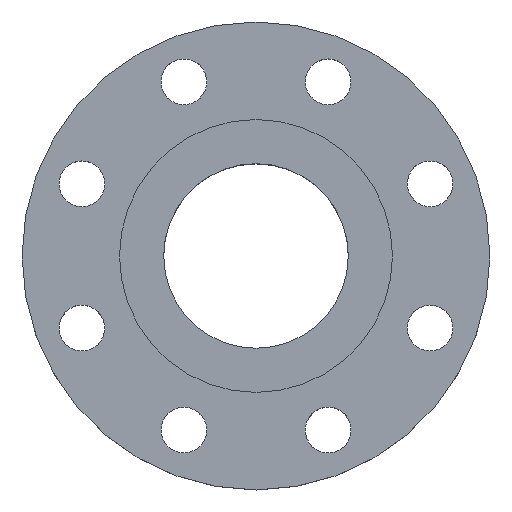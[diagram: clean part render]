
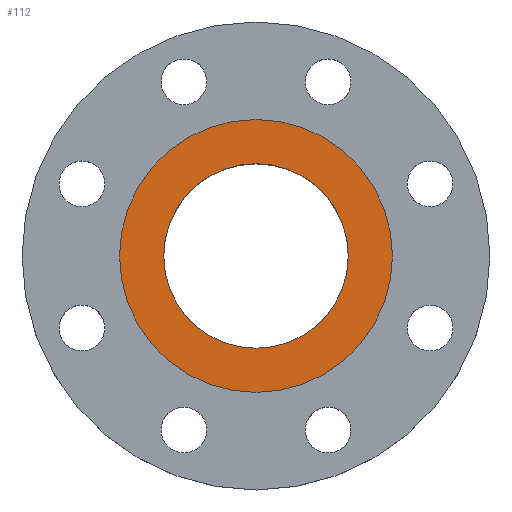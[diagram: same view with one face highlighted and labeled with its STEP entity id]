
A CAD part, top view. The second image highlights one B-rep face of the part: STEP entity #112.
In plain terms, the highlighted planar face has unit normal (0, 0, 1).
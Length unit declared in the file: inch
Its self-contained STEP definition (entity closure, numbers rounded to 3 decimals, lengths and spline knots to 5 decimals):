
#42 = AXIS2_PLACEMENT_3D ( 'NONE', #1059, #123, #132 ) ;
#72 = VERTEX_POINT ( 'NONE', #143 ) ;
#76 = EDGE_CURVE ( 'NONE', #814, #78, #520, .T. ) ;
#78 = VERTEX_POINT ( 'NONE', #312 ) ;
#91 = DIRECTION ( 'NONE',  ( 0., 0., 1. ) ) ;
#107 = CARTESIAN_POINT ( 'NONE',  ( 0., 0., 0.0625 ) ) ;
#112 = ADVANCED_FACE ( 'NONE', ( #928, #346 ), #687, .T. ) ;
#123 = DIRECTION ( 'NONE',  ( 0., 0., 1. ) ) ;
#132 = DIRECTION ( 'NONE',  ( 1., 0., 0. ) ) ;
#143 = CARTESIAN_POINT ( 'NONE',  ( -1.775, 0., 0.0625 ) ) ;
#150 = CARTESIAN_POINT ( 'NONE',  ( 0., 0., 0.0625 ) ) ;
#153 = EDGE_LOOP ( 'NONE', ( #779, #508 ) ) ;
#312 = CARTESIAN_POINT ( 'NONE',  ( 2.625, 0., 0.0625 ) ) ;
#328 = AXIS2_PLACEMENT_3D ( 'NONE', #150, #384, #488 ) ;
#346 = FACE_OUTER_BOUND ( 'NONE', #153, .T. ) ;
#374 = EDGE_LOOP ( 'NONE', ( #954, #1022 ) ) ;
#375 = CARTESIAN_POINT ( 'NONE',  ( 1.775, 0., 0.0625 ) ) ;
#383 = DIRECTION ( 'NONE',  ( 0., 0., 1. ) ) ;
#384 = DIRECTION ( 'NONE',  ( 0., 0., 1. ) ) ;
#396 = AXIS2_PLACEMENT_3D ( 'NONE', #861, #91, #942 ) ;
#416 = CIRCLE ( 'NONE', #847, 1.775 ) ;
#427 = EDGE_CURVE ( 'NONE', #840, #72, #631, .T. ) ;
#437 = DIRECTION ( 'NONE',  ( 1., 0., 0. ) ) ;
#488 = DIRECTION ( 'NONE',  ( 1., 0., 0. ) ) ;
#508 = ORIENTED_EDGE ( 'NONE', *, *, #908, .T. ) ;
#520 = CIRCLE ( 'NONE', #328, 2.625 ) ;
#524 = CARTESIAN_POINT ( 'NONE',  ( -2.625, 0., 0.0625 ) ) ;
#548 = CARTESIAN_POINT ( 'NONE',  ( 0., 0., 0.0625 ) ) ;
#631 = CIRCLE ( 'NONE', #943, 1.775 ) ;
#687 = PLANE ( 'NONE',  #396 ) ;
#727 = EDGE_CURVE ( 'NONE', #72, #840, #416, .T. ) ;
#744 = CIRCLE ( 'NONE', #42, 2.625 ) ;
#779 = ORIENTED_EDGE ( 'NONE', *, *, #76, .T. ) ;
#811 = DIRECTION ( 'NONE',  ( 1., 0., 0. ) ) ;
#814 = VERTEX_POINT ( 'NONE', #524 ) ;
#840 = VERTEX_POINT ( 'NONE', #375 ) ;
#847 = AXIS2_PLACEMENT_3D ( 'NONE', #107, #1030, #437 ) ;
#861 = CARTESIAN_POINT ( 'NONE',  ( 0., 0., 0.0625 ) ) ;
#908 = EDGE_CURVE ( 'NONE', #78, #814, #744, .T. ) ;
#928 = FACE_BOUND ( 'NONE', #374, .T. ) ;
#942 = DIRECTION ( 'NONE',  ( 1., 0., 0. ) ) ;
#943 = AXIS2_PLACEMENT_3D ( 'NONE', #548, #383, #811 ) ;
#954 = ORIENTED_EDGE ( 'NONE', *, *, #727, .F. ) ;
#1022 = ORIENTED_EDGE ( 'NONE', *, *, #427, .F. ) ;
#1030 = DIRECTION ( 'NONE',  ( 0., 0., 1. ) ) ;
#1059 = CARTESIAN_POINT ( 'NONE',  ( 0., 0., 0.0625 ) ) ;
